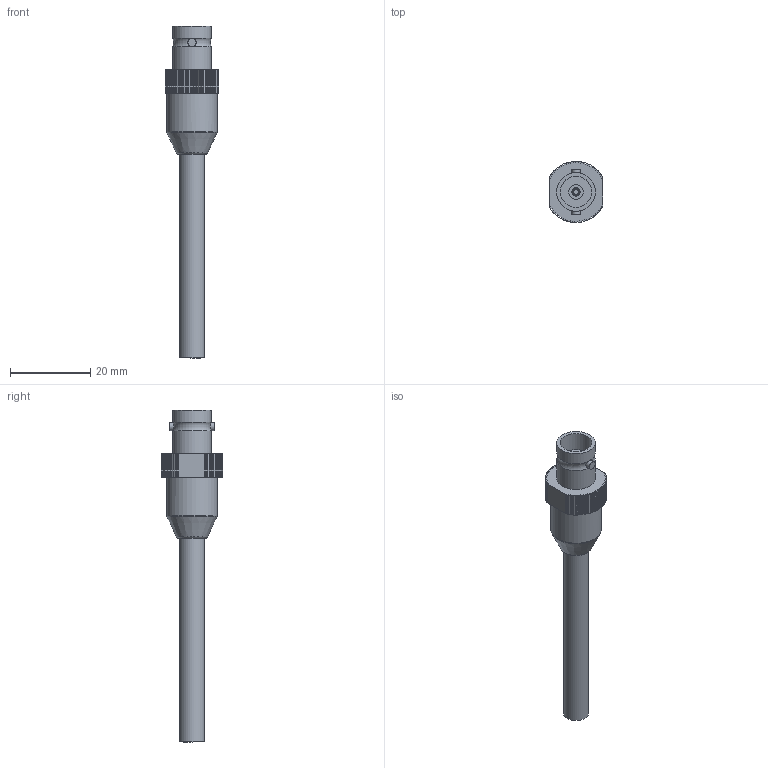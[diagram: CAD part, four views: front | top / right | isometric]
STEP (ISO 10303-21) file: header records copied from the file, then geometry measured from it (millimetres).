
FILE_DESCRIPTION(/* description */ (''),/* implementation_level */ '2;1');
FILE_NAME(/* name */ 'EN.stp',/* time_stamp */ '2017-05-03T17:31:54-04:00',/* author */ ('aneininger'),/* organization */ ('CONNECTION TECHNOLOGY CENTER'),/* preprocessor_version */ 'ST-DEVELOPER v16.5',/* originating_system */ 'Autodesk Inventor 2017',/* authorisation */ '');
FILE_SCHEMA (('AUTOMOTIVE_DESIGN { 1 0 10303 214 3 1 1 }'));
Length unit declared in the file: inch
Products named in the file (1): Part25
Bounding box: 13.46 x 15.24 x 82.93 mm (x, y, z)
Volume: 4570.8 mm3; surface area: 3042 mm2
Topology: 1 solids, 1 shells, 330 faces, 756 edges, 501 vertices
Faces by surface type: plane 195, cylinder 130, torus 3, bspline 1, cone 1
Full cylindrical faces by diameter (mm): 0.127 x19, 0.203 x38, 1.27 x1, 1.829 x1, 2.032 x2, 2.095 x1, 3.353 x1, 3.614 x1, 3.988 x1, 4.115 x1, 4.142 x1, 4.267 x1, 6.223 x1, 7.797 x1, 9.652 x2, 12.7 x1
Entity records: 9469 total; most frequent: DIRECTION 1599, CARTESIAN_POINT 1597, ORIENTED_EDGE 1358, EDGE_CURVE 676, AXIS2_PLACEMENT_3D 596, VERTEX_POINT 498, EDGE_LOOP 480, LINE 407
